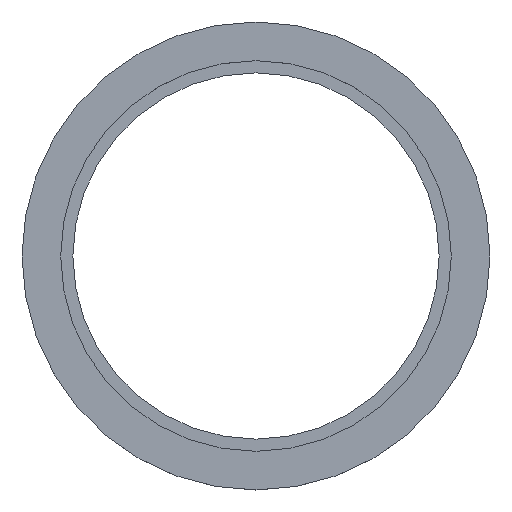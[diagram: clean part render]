
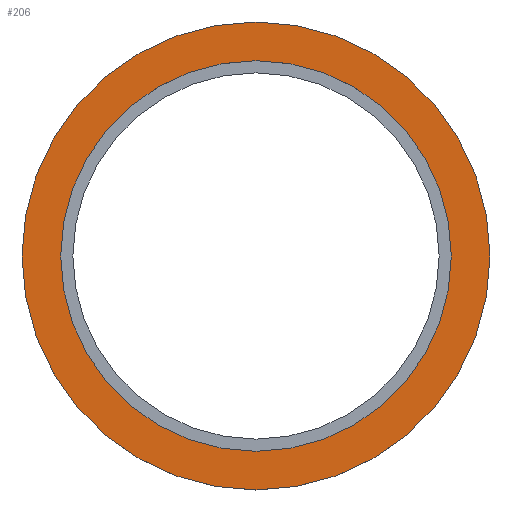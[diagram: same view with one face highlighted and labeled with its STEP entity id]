
A CAD part, top view. The second image highlights one B-rep face of the part: STEP entity #206.
In plain terms, the highlighted planar face has unit normal (0, 0, 1).
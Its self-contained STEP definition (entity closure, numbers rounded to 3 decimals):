
#145=CARTESIAN_POINT('Vertex',(48.,0.,4.)) ;
#148=CARTESIAN_POINT('Axis2P3D Location',(0.,0.,4.)) ;
#152=CARTESIAN_POINT('Vertex',(-48.,0.,4.)) ;
#167=CARTESIAN_POINT('Axis2P3D Location',(0.,0.,4.)) ;
#179=CARTESIAN_POINT('Axis2P3D Location',(0.,0.,4.)) ;
#184=CARTESIAN_POINT('Axis2P3D Location',(0.,0.,4.)) ;
#188=CARTESIAN_POINT('Vertex',(57.5,0.,4.)) ;
#190=CARTESIAN_POINT('Vertex',(-57.5,0.,4.)) ;
#193=CARTESIAN_POINT('Axis2P3D Location',(0.,0.,4.)) ;
#149=DIRECTION('Axis2P3D Direction',(0.,0.,1.)) ;
#168=DIRECTION('Axis2P3D Direction',(0.,0.,1.)) ;
#180=DIRECTION('Axis2P3D Direction',(0.,0.,1.)) ;
#181=DIRECTION('Axis2P3D XDirection',(1.,0.,0.)) ;
#185=DIRECTION('Axis2P3D Direction',(0.,0.,1.)) ;
#194=DIRECTION('Axis2P3D Direction',(0.,0.,1.)) ;
#150=AXIS2_PLACEMENT_3D('Circle Axis2P3D',#148,#149,$) ;
#169=AXIS2_PLACEMENT_3D('Circle Axis2P3D',#167,#168,$) ;
#182=AXIS2_PLACEMENT_3D('Plane Axis2P3D',#179,#180,#181) ;
#186=AXIS2_PLACEMENT_3D('Circle Axis2P3D',#184,#185,$) ;
#195=AXIS2_PLACEMENT_3D('Circle Axis2P3D',#193,#194,$) ;
#199=ORIENTED_EDGE('',*,*,#192,.T.) ;
#200=ORIENTED_EDGE('',*,*,#197,.T.) ;
#203=ORIENTED_EDGE('',*,*,#154,.F.) ;
#204=ORIENTED_EDGE('',*,*,#171,.F.) ;
#205=FACE_BOUND('',#202,.T.) ;
#206=ADVANCED_FACE('\X2\96F64EF651E04F554F53\X0\',(#201,#205),#183,.T.) ;
#151=CIRCLE('generated circle',#150,48.) ;
#170=CIRCLE('generated circle',#169,48.) ;
#187=CIRCLE('generated circle',#186,57.5) ;
#196=CIRCLE('generated circle',#195,57.5) ;
#154=EDGE_CURVE('',#146,#153,#151,.T.) ;
#171=EDGE_CURVE('',#153,#146,#170,.T.) ;
#192=EDGE_CURVE('',#189,#191,#187,.T.) ;
#197=EDGE_CURVE('',#191,#189,#196,.T.) ;
#198=EDGE_LOOP('',(#199,#200)) ;
#202=EDGE_LOOP('',(#203,#204)) ;
#201=FACE_OUTER_BOUND('',#198,.T.) ;
#183=PLANE('',#182) ;
#146=VERTEX_POINT('',#145) ;
#153=VERTEX_POINT('',#152) ;
#189=VERTEX_POINT('',#188) ;
#191=VERTEX_POINT('',#190) ;
